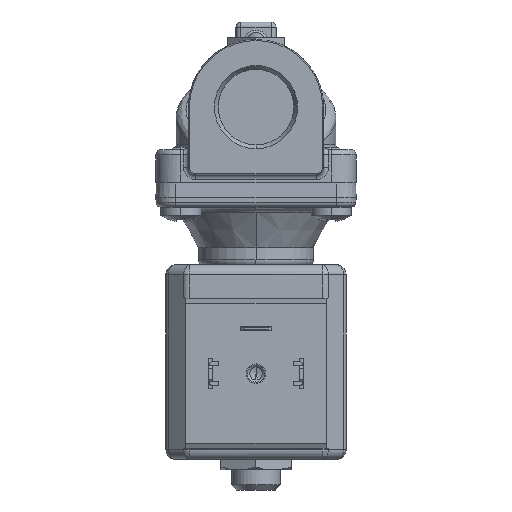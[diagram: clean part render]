
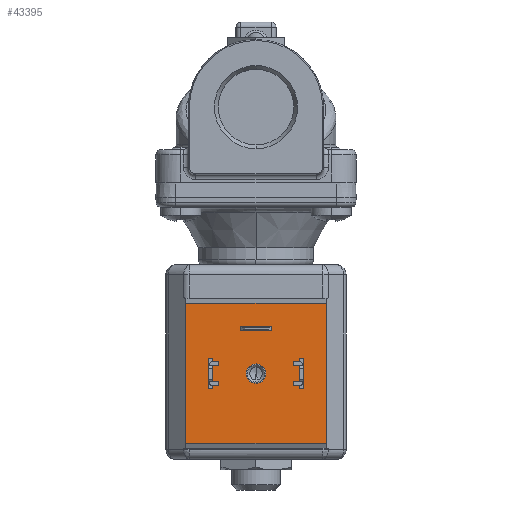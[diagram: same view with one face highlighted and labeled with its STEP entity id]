
A CAD part, left-side view. The second image highlights one B-rep face of the part: STEP entity #43395.
In plain terms, the highlighted planar face has unit normal (1, 0, 0).
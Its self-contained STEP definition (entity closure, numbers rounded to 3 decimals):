
#34565=DIRECTION('',(0.,1.,0.));
#34566=VECTOR('',#34565,28.);
#34567=CARTESIAN_POINT('',(-24.5,-14.,-67.2));
#34568=LINE('',#34567,#34566);
#34594=DIRECTION('',(0.,0.,1.));
#34595=VECTOR('',#34594,28.);
#34596=CARTESIAN_POINT('',(-24.5,-14.,-67.2));
#34597=LINE('',#34596,#34595);
#34623=DIRECTION('',(0.,-1.,0.));
#34624=VECTOR('',#34623,28.);
#34625=CARTESIAN_POINT('',(-24.5,14.,-39.2));
#34626=LINE('',#34625,#34624);
#34757=DIRECTION('',(0.,0.,-1.));
#34758=VECTOR('',#34757,28.);
#34759=CARTESIAN_POINT('',(-24.5,14.,-39.2));
#34760=LINE('',#34759,#34758);
#34764=DIRECTION('',(0.,0.,-1.));
#34765=VECTOR('',#34764,0.8);
#34766=CARTESIAN_POINT('',(-24.5,-3.15,-43.85));
#34767=LINE('',#34766,#34765);
#34771=CARTESIAN_POINT('',(-24.5,0.,-53.25));
#34772=DIRECTION('',(1.,0.,0.));
#34773=DIRECTION('',(0.,0.,-1.));
#34774=AXIS2_PLACEMENT_3D('',#34771,#34772,#34773);
#34779=CARTESIAN_POINT('',(-24.5,0.,-53.25));
#34780=DIRECTION('',(1.,0.,0.));
#34781=DIRECTION('',(0.,0.,1.));
#34782=AXIS2_PLACEMENT_3D('',#34779,#34780,#34781);
#34787=DIRECTION('',(0.,0.,1.));
#34788=VECTOR('',#34787,6.);
#34789=CARTESIAN_POINT('',(-24.5,9.4,-56.25));
#34790=LINE('',#34789,#34788);
#34816=DIRECTION('',(0.,1.,0.));
#34817=VECTOR('',#34816,0.8);
#34818=CARTESIAN_POINT('',(-24.5,8.6,-56.25));
#34819=LINE('',#34818,#34817);
#34837=DIRECTION('',(0.,0.,1.));
#34838=VECTOR('',#34837,6.);
#34839=CARTESIAN_POINT('',(-24.5,8.6,-56.25));
#34840=LINE('',#34839,#34838);
#34873=DIRECTION('',(0.,-1.,0.));
#34874=VECTOR('',#34873,0.8);
#34875=CARTESIAN_POINT('',(-24.5,9.4,-50.25));
#34876=LINE('',#34875,#34874);
#37548=DIRECTION('',(0.,-1.,0.));
#37549=VECTOR('',#37548,6.3);
#37550=CARTESIAN_POINT('',(-24.5,3.15,-43.85));
#37551=LINE('',#37550,#37549);
#37562=DIRECTION('',(0.,0.,1.));
#37563=VECTOR('',#37562,0.8);
#37564=CARTESIAN_POINT('',(-24.5,3.15,-44.65));
#37565=LINE('',#37564,#37563);
#37606=DIRECTION('',(0.,1.,0.));
#37607=VECTOR('',#37606,6.3);
#37608=CARTESIAN_POINT('',(-24.5,-3.15,-44.65));
#37609=LINE('',#37608,#37607);
#39500=DIRECTION('',(0.,0.,1.));
#39501=VECTOR('',#39500,6.);
#39502=CARTESIAN_POINT('',(-24.5,-8.6,-56.25));
#39503=LINE('',#39502,#39501);
#39536=DIRECTION('',(0.,-1.,0.));
#39537=VECTOR('',#39536,0.8);
#39538=CARTESIAN_POINT('',(-24.5,-8.6,-56.25));
#39539=LINE('',#39538,#39537);
#39550=DIRECTION('',(0.,0.,1.));
#39551=VECTOR('',#39550,6.);
#39552=CARTESIAN_POINT('',(-24.5,-9.4,-56.25));
#39553=LINE('',#39552,#39551);
#39586=DIRECTION('',(0.,1.,0.));
#39587=VECTOR('',#39586,0.8);
#39588=CARTESIAN_POINT('',(-24.5,-9.4,-50.25));
#39589=LINE('',#39588,#39587);
#41415=CARTESIAN_POINT('',(-24.5,-3.15,-43.85));
#41416=CARTESIAN_POINT('',(-24.5,-3.15,-44.65));
#41417=VERTEX_POINT('',#41415);
#41418=VERTEX_POINT('',#41416);
#41421=CARTESIAN_POINT('',(-24.5,-14.,-67.2));
#41422=CARTESIAN_POINT('',(-24.5,-14.,-39.2));
#41423=VERTEX_POINT('',#41421);
#41424=VERTEX_POINT('',#41422);
#41425=CARTESIAN_POINT('',(-24.5,14.,-67.2));
#41426=VERTEX_POINT('',#41425);
#41427=CARTESIAN_POINT('',(-24.5,14.,-39.2));
#41428=VERTEX_POINT('',#41427);
#41429=CARTESIAN_POINT('',(-24.5,9.4,-56.25));
#41430=CARTESIAN_POINT('',(-24.5,9.4,-50.25));
#41431=VERTEX_POINT('',#41429);
#41432=VERTEX_POINT('',#41430);
#41433=CARTESIAN_POINT('',(-24.5,8.6,-56.25));
#41434=VERTEX_POINT('',#41433);
#41435=CARTESIAN_POINT('',(-24.5,8.6,-50.25));
#41436=VERTEX_POINT('',#41435);
#41437=CARTESIAN_POINT('',(-24.5,-9.4,-56.25));
#41438=CARTESIAN_POINT('',(-24.5,-9.4,-50.25));
#41439=VERTEX_POINT('',#41437);
#41440=VERTEX_POINT('',#41438);
#41441=CARTESIAN_POINT('',(-24.5,-8.6,-50.25));
#41442=VERTEX_POINT('',#41441);
#41443=CARTESIAN_POINT('',(-24.5,-8.6,-56.25));
#41444=VERTEX_POINT('',#41443);
#41445=CARTESIAN_POINT('',(-24.5,3.15,-43.85));
#41446=VERTEX_POINT('',#41445);
#41447=CARTESIAN_POINT('',(-24.5,3.15,-44.65));
#41448=VERTEX_POINT('',#41447);
#41449=CARTESIAN_POINT('',(-24.5,0.,-55.2));
#41450=CARTESIAN_POINT('',(-24.5,0.,-51.3));
#41451=VERTEX_POINT('',#41449);
#41452=VERTEX_POINT('',#41450);
#43348=CARTESIAN_POINT('',(-24.5,0.,-53.2));
#43349=DIRECTION('',(1.,0.,0.));
#43350=DIRECTION('',(0.,0.,1.));
#43351=AXIS2_PLACEMENT_3D('',#43348,#43349,#43350);
#43352=PLANE('',#43351);
#43353=ORIENTED_EDGE('',*,*,#43150,.T.);
#43354=ORIENTED_EDGE('',*,*,#43169,.F.);
#43355=ORIENTED_EDGE('',*,*,#43343,.T.);
#43356=ORIENTED_EDGE('',*,*,#43130,.F.);
#43357=EDGE_LOOP('',(#43353,#43354,#43355,#43356));
#43358=FACE_OUTER_BOUND('',#43357,.F.);
#43360=ORIENTED_EDGE('',*,*,#43359,.T.);
#43362=ORIENTED_EDGE('',*,*,#43361,.T.);
#43364=ORIENTED_EDGE('',*,*,#43363,.F.);
#43366=ORIENTED_EDGE('',*,*,#43365,.T.);
#43367=EDGE_LOOP('',(#43360,#43362,#43364,#43366));
#43368=FACE_BOUND('',#43367,.F.);
#43370=ORIENTED_EDGE('',*,*,#43369,.F.);
#43372=ORIENTED_EDGE('',*,*,#43371,.F.);
#43374=ORIENTED_EDGE('',*,*,#43373,.T.);
#43376=ORIENTED_EDGE('',*,*,#43375,.F.);
#43377=EDGE_LOOP('',(#43370,#43372,#43374,#43376));
#43378=FACE_BOUND('',#43377,.F.);
#43380=ORIENTED_EDGE('',*,*,#43379,.T.);
#43382=ORIENTED_EDGE('',*,*,#43381,.T.);
#43384=ORIENTED_EDGE('',*,*,#43383,.T.);
#43386=ORIENTED_EDGE('',*,*,#43385,.T.);
#43387=EDGE_LOOP('',(#43380,#43382,#43384,#43386));
#43388=FACE_BOUND('',#43387,.F.);
#43390=ORIENTED_EDGE('',*,*,#43389,.T.);
#43392=ORIENTED_EDGE('',*,*,#43391,.T.);
#43393=EDGE_LOOP('',(#43390,#43392));
#43394=FACE_BOUND('',#43393,.F.);
#43395=ADVANCED_FACE('',(#43358,#43368,#43378,#43388,#43394),#43352,.T.);
#34775=CIRCLE('',#34774,1.95);
#34783=CIRCLE('',#34782,1.95);
#43130=EDGE_CURVE('',#41423,#41426,#34568,.T.);
#43150=EDGE_CURVE('',#41423,#41424,#34597,.T.);
#43169=EDGE_CURVE('',#41428,#41424,#34626,.T.);
#43343=EDGE_CURVE('',#41428,#41426,#34760,.T.);
#43359=EDGE_CURVE('',#41431,#41432,#34790,.T.);
#43361=EDGE_CURVE('',#41432,#41436,#34876,.T.);
#43363=EDGE_CURVE('',#41434,#41436,#34840,.T.);
#43365=EDGE_CURVE('',#41434,#41431,#34819,.T.);
#43369=EDGE_CURVE('',#41439,#41440,#39553,.T.);
#43371=EDGE_CURVE('',#41444,#41439,#39539,.T.);
#43373=EDGE_CURVE('',#41444,#41442,#39503,.T.);
#43375=EDGE_CURVE('',#41440,#41442,#39589,.T.);
#43379=EDGE_CURVE('',#41417,#41418,#34767,.T.);
#43381=EDGE_CURVE('',#41418,#41448,#37609,.T.);
#43383=EDGE_CURVE('',#41448,#41446,#37565,.T.);
#43385=EDGE_CURVE('',#41446,#41417,#37551,.T.);
#43389=EDGE_CURVE('',#41451,#41452,#34775,.T.);
#43391=EDGE_CURVE('',#41452,#41451,#34783,.T.);
